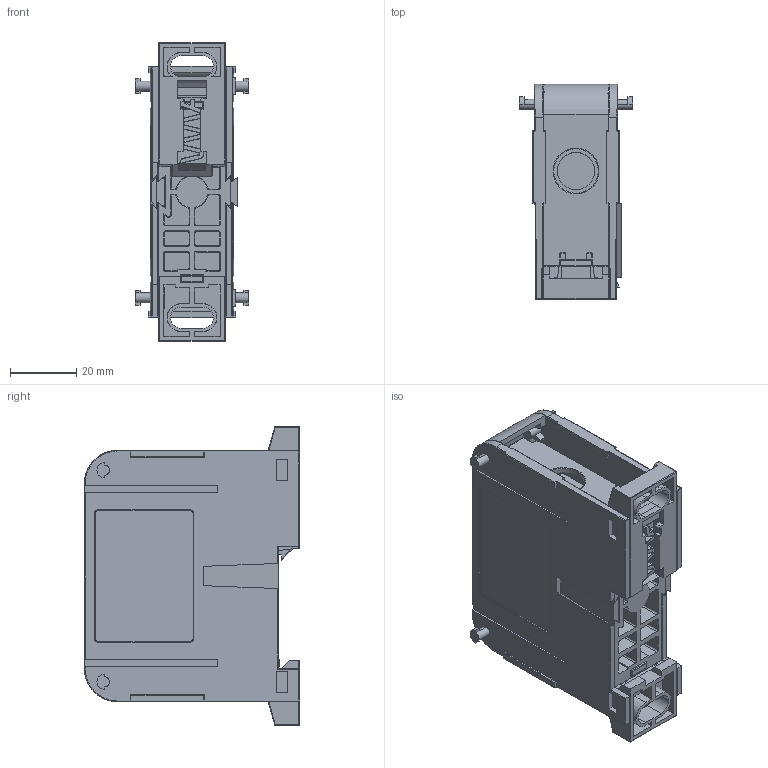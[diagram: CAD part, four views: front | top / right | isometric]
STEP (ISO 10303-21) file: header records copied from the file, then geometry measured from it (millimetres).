
FILE_DESCRIPTION (( 'STEP AP203' ), '1' );
FILE_NAME ('APDB-14-2_0-1.STEP', '2024-06-25T18:40:41', ( '' ), ( '' ), 'SwSTEP 2.0', 'SolidWorks 2023', '' );
FILE_SCHEMA (( 'CONFIG_CONTROL_DESIGN' ));
Length unit declared in the file: inch
Products named in the file (1): APDB-14-2_0-1
Bounding box: 34.31 x 65.02 x 90.4 mm (x, y, z)
Volume: 55498 mm3; surface area: 57180.3 mm2
Topology: 8 solids, 8 shells, 1390 faces, 3584 edges, 2157 vertices
Faces by surface type: plane 571, cylinder 543, bspline 221, cone 55
Entity records: 45675 total; most frequent: CARTESIAN_POINT 13390, ORIENTED_EDGE 7024, DIRECTION 6451, EDGE_CURVE 3512, AXIS2_PLACEMENT_3D 2192, VERTEX_POINT 2157, VECTOR 2067, LINE 2067
